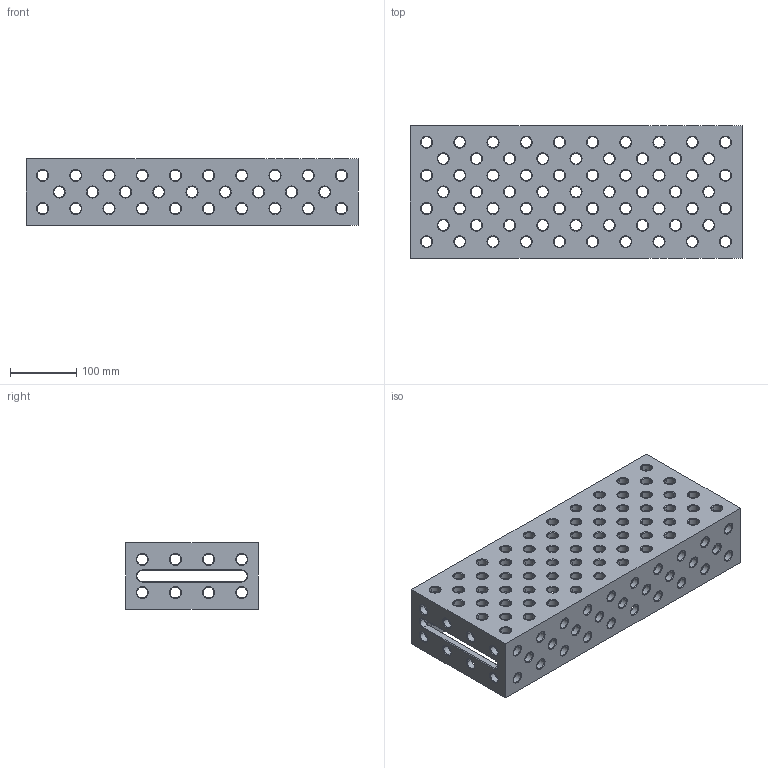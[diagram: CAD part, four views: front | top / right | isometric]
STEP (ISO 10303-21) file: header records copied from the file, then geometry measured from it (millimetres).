
FILE_DESCRIPTION(('STEP AP214'),'1');
FILE_NAME('160360.1.STP','2011-09-06T08:11:54',(' '),(' '),'Spatial InterOp 3D',' ',' ');
FILE_SCHEMA(('automotive_design'));
Length unit declared in the file: millimetre
Products named in the file (1): Quader
Bounding box: 500 x 200 x 100 mm (x, y, z)
Volume: 2200435.4 mm3; surface area: 468091.7 mm2
Topology: 1 solids, 1 shells, 893 faces, 2082 edges, 1192 vertices
Faces by surface type: cone 580, cylinder 290, plane 23
Entity records: 33012 total; most frequent: DIRECTION 5030, CARTESIAN_POINT 4168, ORIENTED_EDGE 4164, EDGE_CURVE 2082, AXIS2_PLACEMENT_3D 2054, VERTEX_POINT 1192, EDGE_LOOP 1180, CIRCLE 1160
